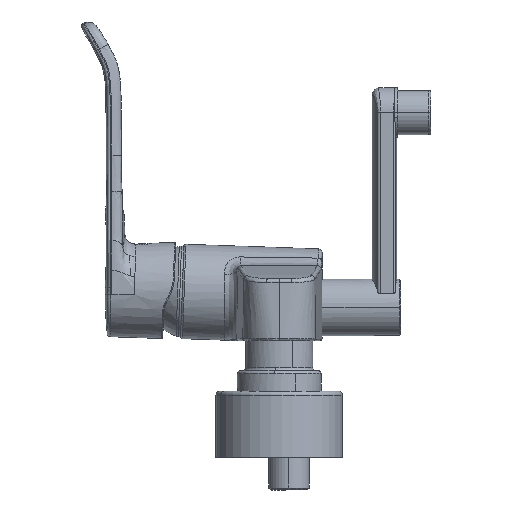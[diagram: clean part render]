
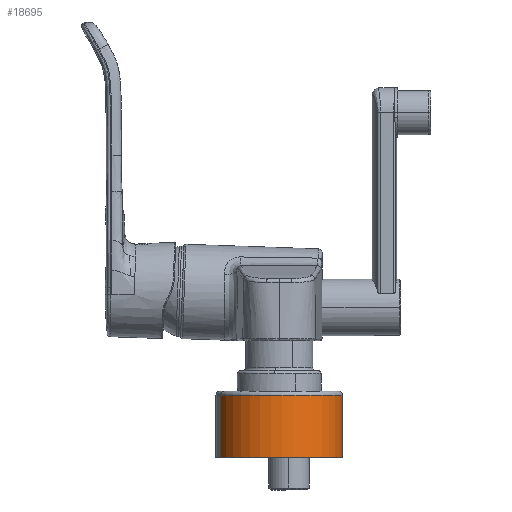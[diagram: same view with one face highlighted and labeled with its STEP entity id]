
A CAD part, left-side view. The second image highlights one B-rep face of the part: STEP entity #18695.
In plain terms, the highlighted cylindrical face has radius 32.5 mm (diameter 65 mm), a partial arc.
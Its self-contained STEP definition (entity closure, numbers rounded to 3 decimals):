
#380 = AXIS2_PLACEMENT_3D ( 'NONE', #18546, #7244, #20444 ) ;
#604 = VERTEX_POINT ( 'NONE', #1803 ) ;
#986 = ORIENTED_EDGE ( 'NONE', *, *, #20877, .F. ) ;
#1803 = CARTESIAN_POINT ( 'NONE',  ( -87.409, 30.037, -28. ) ) ;
#5187 = VECTOR ( 'NONE', #15071, 1000. ) ;
#6191 = VERTEX_POINT ( 'NONE', #22211 ) ;
#6523 = EDGE_CURVE ( 'NONE', #8474, #6191, #20450, .T. ) ;
#7244 = DIRECTION ( 'NONE',  ( 0., 0., -1. ) ) ;
#7815 = CARTESIAN_POINT ( 'NONE',  ( -74.999, 0., -60. ) ) ;
#8474 = VERTEX_POINT ( 'NONE', #10921 ) ;
#8588 = DIRECTION ( 'NONE',  ( 0., 0., -1. ) ) ;
#9694 = DIRECTION ( 'NONE',  ( 0.382, -0.924, 0. ) ) ;
#9874 = AXIS2_PLACEMENT_3D ( 'NONE', #23559, #8588, #17996 ) ;
#10101 = VERTEX_POINT ( 'NONE', #22529 ) ;
#10540 = EDGE_LOOP ( 'NONE', ( #986, #12443, #13702, #17857 ) ) ;
#10921 = CARTESIAN_POINT ( 'NONE',  ( -87.409, 30.037, -60. ) ) ;
#11361 = DIRECTION ( 'NONE',  ( 0., 0., -1. ) ) ;
#11649 = CARTESIAN_POINT ( 'NONE',  ( -87.409, 30.037, -26. ) ) ;
#11672 = EDGE_CURVE ( 'NONE', #604, #8474, #22363, .T. ) ;
#12272 = CYLINDRICAL_SURFACE ( 'NONE', #9874, 32.5 ) ;
#12388 = EDGE_CURVE ( 'NONE', #10101, #604, #24135, .T. ) ;
#12443 = ORIENTED_EDGE ( 'NONE', *, *, #12388, .T. ) ;
#13702 = ORIENTED_EDGE ( 'NONE', *, *, #11672, .T. ) ;
#13791 = VECTOR ( 'NONE', #11361, 1000. ) ;
#14653 = FACE_OUTER_BOUND ( 'NONE', #10540, .T. ) ;
#15071 = DIRECTION ( 'NONE',  ( 0., 0., -1. ) ) ;
#15186 = CARTESIAN_POINT ( 'NONE',  ( -62.589, -30.037, -26. ) ) ;
#15247 = AXIS2_PLACEMENT_3D ( 'NONE', #7815, #21003, #9694 ) ;
#17857 = ORIENTED_EDGE ( 'NONE', *, *, #6523, .T. ) ;
#17996 = DIRECTION ( 'NONE',  ( -0.382, 0.924, 0. ) ) ;
#18546 = CARTESIAN_POINT ( 'NONE',  ( -74.999, 0., -28. ) ) ;
#18695 = ADVANCED_FACE ( 'NONE', ( #14653 ), #12272, .T. ) ;
#20444 = DIRECTION ( 'NONE',  ( 0.382, -0.924, 0. ) ) ;
#20450 = CIRCLE ( 'NONE', #15247, 32.5 ) ;
#20552 = LINE ( 'NONE', #15186, #13791 ) ;
#20877 = EDGE_CURVE ( 'NONE', #10101, #6191, #20552, .T. ) ;
#21003 = DIRECTION ( 'NONE',  ( 0., 0., 1. ) ) ;
#22211 = CARTESIAN_POINT ( 'NONE',  ( -62.589, -30.037, -60. ) ) ;
#22363 = LINE ( 'NONE', #11649, #5187 ) ;
#22529 = CARTESIAN_POINT ( 'NONE',  ( -62.589, -30.037, -28. ) ) ;
#23559 = CARTESIAN_POINT ( 'NONE',  ( -74.999, 0., -26. ) ) ;
#24135 = CIRCLE ( 'NONE', #380, 32.5 ) ;
